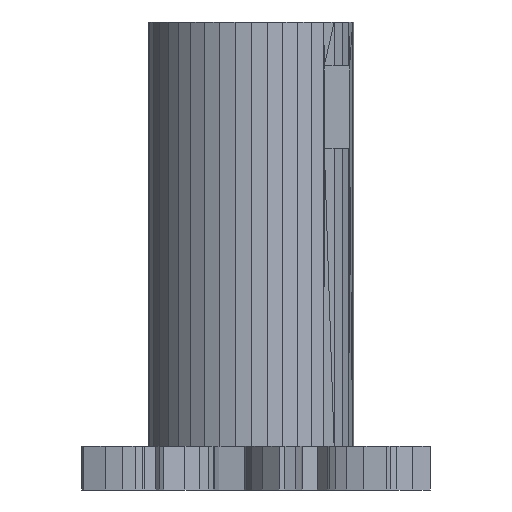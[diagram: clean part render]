
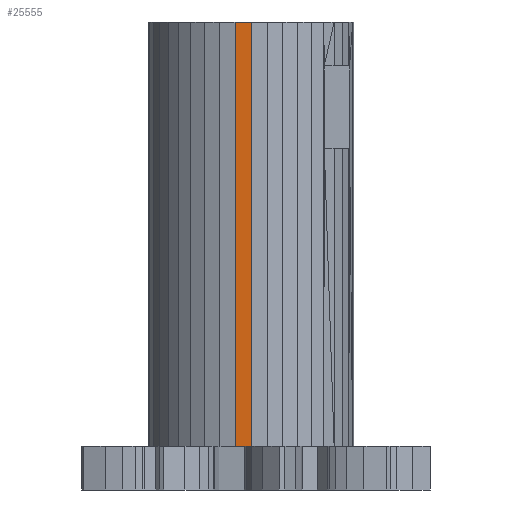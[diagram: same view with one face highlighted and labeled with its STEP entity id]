
A CAD part, front view. The second image highlights one B-rep face of the part: STEP entity #25555.
In plain terms, the highlighted planar face has unit normal (-0.079, -0.997, 0).
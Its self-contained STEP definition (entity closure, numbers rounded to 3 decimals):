
#165 = PLANE('',#166);
#166 = AXIS2_PLACEMENT_3D('',#167,#168,#169);
#167 = CARTESIAN_POINT('',(-7.463,0.906,-28.938));
#168 = DIRECTION('',(0.,0.,1.));
#169 = DIRECTION('',(1.,0.,0.));
#7812 = VERTEX_POINT('',#7813);
#7813 = CARTESIAN_POINT('',(0.,-7.,-28.938));
#7827 = PLANE('',#7828);
#7828 = AXIS2_PLACEMENT_3D('',#7829,#7830,#7831);
#7829 = CARTESIAN_POINT('',(0.548,-6.957,-14.469));
#7830 = DIRECTION('',(0.078,-0.997,
    0.));
#7831 = DIRECTION('',(-0.997,-0.078,0.));
#7839 = EDGE_CURVE('',#7812,#7840,#7842,.T.);
#7840 = VERTEX_POINT('',#7841);
#7841 = CARTESIAN_POINT('',(-1.095,-6.914,-28.938));
#7842 = SURFACE_CURVE('',#7843,(#7847,#7854),.PCURVE_S1.);
#7843 = LINE('',#7844,#7845);
#7844 = CARTESIAN_POINT('',(0.,-7.,-28.938));
#7845 = VECTOR('',#7846,1.);
#7846 = DIRECTION('',(-0.997,0.078,0.));
#7847 = PCURVE('',#165,#7848);
#7848 = DEFINITIONAL_REPRESENTATION('',(#7849),#7853);
#7849 = LINE('',#7850,#7851);
#7850 = CARTESIAN_POINT('',(7.463,-7.906));
#7851 = VECTOR('',#7852,1.);
#7852 = DIRECTION('',(-0.997,0.078));
#7853 = ( GEOMETRIC_REPRESENTATION_CONTEXT(2) 
PARAMETRIC_REPRESENTATION_CONTEXT() REPRESENTATION_CONTEXT('2D SPACE',''
  ) );
#7854 = PCURVE('',#7855,#7860);
#7855 = PLANE('',#7856);
#7856 = AXIS2_PLACEMENT_3D('',#7857,#7858,#7859);
#7857 = CARTESIAN_POINT('',(-0.548,-6.957,-14.469));
#7858 = DIRECTION('',(-0.078,-0.997,
    0.));
#7859 = DIRECTION('',(-0.997,0.078,0.));
#7860 = DEFINITIONAL_REPRESENTATION('',(#7861),#7865);
#7861 = LINE('',#7862,#7863);
#7862 = CARTESIAN_POINT('',(-0.549,14.469));
#7863 = VECTOR('',#7864,1.);
#7864 = DIRECTION('',(1.,0.));
#7865 = ( GEOMETRIC_REPRESENTATION_CONTEXT(2) 
PARAMETRIC_REPRESENTATION_CONTEXT() REPRESENTATION_CONTEXT('2D SPACE',''
  ) );
#7883 = PLANE('',#7884);
#7884 = AXIS2_PLACEMENT_3D('',#7885,#7886,#7887);
#7885 = CARTESIAN_POINT('',(-1.095,-6.914,
    0.));
#7886 = DIRECTION('',(0.233,0.972,0.));
#7887 = DIRECTION('',(0.972,-0.233,0.));
#8224 = PLANE('',#8225);
#8225 = AXIS2_PLACEMENT_3D('',#8226,#8227,#8228);
#8226 = CARTESIAN_POINT('',(-5.663,-4.115,
    0.));
#8227 = DIRECTION('',(0.,0.,-1.));
#8228 = DIRECTION('',(0.,-1.,0.));
#8334 = VERTEX_POINT('',#8335);
#8335 = CARTESIAN_POINT('',(-1.095,-6.914,
    0.));
#8356 = EDGE_CURVE('',#8334,#8357,#8359,.T.);
#8357 = VERTEX_POINT('',#8358);
#8358 = CARTESIAN_POINT('',(0.,-7.,0.));
#8359 = SURFACE_CURVE('',#8360,(#8364,#8371),.PCURVE_S1.);
#8360 = LINE('',#8361,#8362);
#8361 = CARTESIAN_POINT('',(-1.095,-6.914,
    0.));
#8362 = VECTOR('',#8363,1.);
#8363 = DIRECTION('',(0.997,-0.078,
    0.));
#8364 = PCURVE('',#8224,#8365);
#8365 = DEFINITIONAL_REPRESENTATION('',(#8366),#8370);
#8366 = LINE('',#8367,#8368);
#8367 = CARTESIAN_POINT('',(2.799,-4.568));
#8368 = VECTOR('',#8369,1.);
#8369 = DIRECTION('',(0.078,-0.997));
#8370 = ( GEOMETRIC_REPRESENTATION_CONTEXT(2) 
PARAMETRIC_REPRESENTATION_CONTEXT() REPRESENTATION_CONTEXT('2D SPACE',''
  ) );
#8371 = PCURVE('',#7855,#8372);
#8372 = DEFINITIONAL_REPRESENTATION('',(#8373),#8377);
#8373 = LINE('',#8374,#8375);
#8374 = CARTESIAN_POINT('',(0.549,-14.469));
#8375 = VECTOR('',#8376,1.);
#8376 = DIRECTION('',(-1.,0.));
#8377 = ( GEOMETRIC_REPRESENTATION_CONTEXT(2) 
PARAMETRIC_REPRESENTATION_CONTEXT() REPRESENTATION_CONTEXT('2D SPACE',''
  ) );
#15858 = EDGE_CURVE('',#7840,#8334,#15859,.T.);
#15859 = SURFACE_CURVE('',#15860,(#15864,#15871),.PCURVE_S1.);
#15860 = LINE('',#15861,#15862);
#15861 = CARTESIAN_POINT('',(-1.095,-6.914,-28.938));
#15862 = VECTOR('',#15863,1.);
#15863 = DIRECTION('',(0.,0.,1.));
#15864 = PCURVE('',#7883,#15865);
#15865 = DEFINITIONAL_REPRESENTATION('',(#15866),#15870);
#15866 = LINE('',#15867,#15868);
#15867 = CARTESIAN_POINT('',(0.,28.938));
#15868 = VECTOR('',#15869,1.);
#15869 = DIRECTION('',(0.,-1.));
#15870 = ( GEOMETRIC_REPRESENTATION_CONTEXT(2) 
PARAMETRIC_REPRESENTATION_CONTEXT() REPRESENTATION_CONTEXT('2D SPACE',''
  ) );
#15871 = PCURVE('',#7855,#15872);
#15872 = DEFINITIONAL_REPRESENTATION('',(#15873),#15877);
#15873 = LINE('',#15874,#15875);
#15874 = CARTESIAN_POINT('',(0.549,14.469));
#15875 = VECTOR('',#15876,1.);
#15876 = DIRECTION('',(0.,-1.));
#15877 = ( GEOMETRIC_REPRESENTATION_CONTEXT(2) 
PARAMETRIC_REPRESENTATION_CONTEXT() REPRESENTATION_CONTEXT('2D SPACE',''
  ) );
#15977 = EDGE_CURVE('',#8357,#7812,#15978,.T.);
#15978 = SURFACE_CURVE('',#15979,(#15983,#15990),.PCURVE_S1.);
#15979 = LINE('',#15980,#15981);
#15980 = CARTESIAN_POINT('',(0.,-7.,0.));
#15981 = VECTOR('',#15982,1.);
#15982 = DIRECTION('',(0.,0.,-1.));
#15983 = PCURVE('',#7827,#15984);
#15984 = DEFINITIONAL_REPRESENTATION('',(#15985),#15989);
#15985 = LINE('',#15986,#15987);
#15986 = CARTESIAN_POINT('',(0.549,-14.469));
#15987 = VECTOR('',#15988,1.);
#15988 = DIRECTION('',(0.,1.));
#15989 = ( GEOMETRIC_REPRESENTATION_CONTEXT(2) 
PARAMETRIC_REPRESENTATION_CONTEXT() REPRESENTATION_CONTEXT('2D SPACE',''
  ) );
#15990 = PCURVE('',#7855,#15991);
#15991 = DEFINITIONAL_REPRESENTATION('',(#15992),#15996);
#15992 = LINE('',#15993,#15994);
#15993 = CARTESIAN_POINT('',(-0.549,-14.469));
#15994 = VECTOR('',#15995,1.);
#15995 = DIRECTION('',(0.,1.));
#15996 = ( GEOMETRIC_REPRESENTATION_CONTEXT(2) 
PARAMETRIC_REPRESENTATION_CONTEXT() REPRESENTATION_CONTEXT('2D SPACE',''
  ) );
#25555 = ADVANCED_FACE('',(#25556),#7855,.T.);
#25556 = FACE_BOUND('',#25557,.T.);
#25557 = EDGE_LOOP('',(#25558,#25559,#25560,#25561));
#25558 = ORIENTED_EDGE('',*,*,#8356,.F.);
#25559 = ORIENTED_EDGE('',*,*,#15858,.F.);
#25560 = ORIENTED_EDGE('',*,*,#7839,.F.);
#25561 = ORIENTED_EDGE('',*,*,#15977,.F.);
